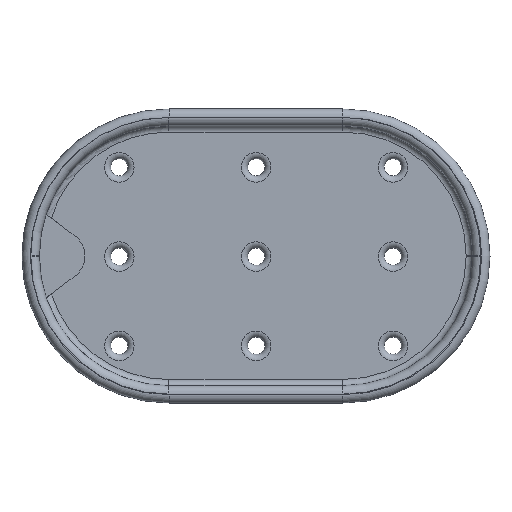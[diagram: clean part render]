
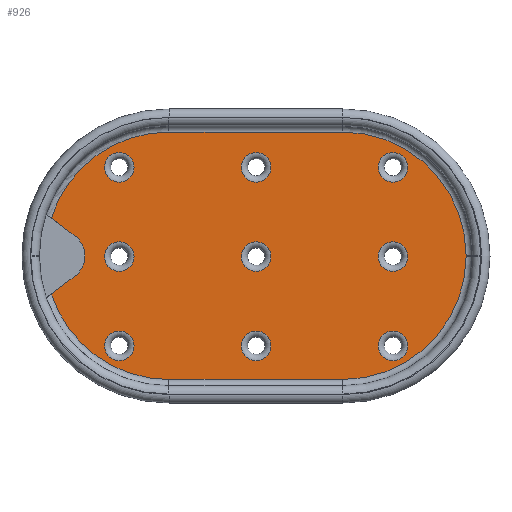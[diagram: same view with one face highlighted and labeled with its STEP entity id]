
A CAD part, front view. The second image highlights one B-rep face of the part: STEP entity #926.
In plain terms, the highlighted planar face has unit normal (0, -1, 0).
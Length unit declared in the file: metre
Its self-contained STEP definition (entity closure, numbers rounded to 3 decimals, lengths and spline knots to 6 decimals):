
#61=LINE('',#1477,#112);
#62=LINE('',#1482,#113);
#63=LINE('',#1486,#114);
#64=LINE('',#1490,#115);
#65=LINE('',#1494,#116);
#112=VECTOR('',#1156,1.);
#113=VECTOR('',#1159,1.);
#114=VECTOR('',#1162,1.);
#115=VECTOR('',#1165,1.);
#116=VECTOR('',#1168,1.);
#163=ORIENTED_EDGE('',*,*,#423,.T.);
#164=ORIENTED_EDGE('',*,*,#424,.T.);
#165=ORIENTED_EDGE('',*,*,#425,.T.);
#166=ORIENTED_EDGE('',*,*,#426,.T.);
#167=ORIENTED_EDGE('',*,*,#427,.T.);
#168=ORIENTED_EDGE('',*,*,#428,.T.);
#169=ORIENTED_EDGE('',*,*,#429,.T.);
#170=ORIENTED_EDGE('',*,*,#430,.T.);
#171=ORIENTED_EDGE('',*,*,#431,.T.);
#172=ORIENTED_EDGE('',*,*,#432,.T.);
#173=ORIENTED_EDGE('',*,*,#433,.T.);
#174=ORIENTED_EDGE('',*,*,#434,.T.);
#175=ORIENTED_EDGE('',*,*,#435,.T.);
#176=ORIENTED_EDGE('',*,*,#436,.T.);
#177=ORIENTED_EDGE('',*,*,#437,.T.);
#178=ORIENTED_EDGE('',*,*,#438,.T.);
#179=ORIENTED_EDGE('',*,*,#439,.T.);
#180=ORIENTED_EDGE('',*,*,#440,.T.);
#181=ORIENTED_EDGE('',*,*,#441,.F.);
#423=EDGE_CURVE('',#553,#553,#642,.F.);
#424=EDGE_CURVE('',#554,#554,#643,.F.);
#425=EDGE_CURVE('',#555,#555,#644,.F.);
#426=EDGE_CURVE('',#556,#556,#645,.F.);
#427=EDGE_CURVE('',#557,#557,#646,.F.);
#428=EDGE_CURVE('',#558,#558,#647,.F.);
#429=EDGE_CURVE('',#559,#559,#648,.F.);
#430=EDGE_CURVE('',#560,#560,#649,.F.);
#431=EDGE_CURVE('',#561,#561,#650,.F.);
#432=EDGE_CURVE('',#562,#563,#61,.T.);
#433=EDGE_CURVE('',#563,#564,#651,.T.);
#434=EDGE_CURVE('',#564,#565,#62,.T.);
#435=EDGE_CURVE('',#565,#566,#652,.T.);
#436=EDGE_CURVE('',#566,#567,#63,.F.);
#437=EDGE_CURVE('',#567,#568,#653,.T.);
#438=EDGE_CURVE('',#568,#569,#64,.F.);
#439=EDGE_CURVE('',#569,#570,#654,.T.);
#440=EDGE_CURVE('',#570,#571,#65,.T.);
#441=EDGE_CURVE('',#562,#571,#655,.T.);
#553=VERTEX_POINT('',#1460);
#554=VERTEX_POINT('',#1462);
#555=VERTEX_POINT('',#1464);
#556=VERTEX_POINT('',#1466);
#557=VERTEX_POINT('',#1468);
#558=VERTEX_POINT('',#1470);
#559=VERTEX_POINT('',#1472);
#560=VERTEX_POINT('',#1474);
#561=VERTEX_POINT('',#1476);
#562=VERTEX_POINT('',#1478);
#563=VERTEX_POINT('',#1479);
#564=VERTEX_POINT('',#1481);
#565=VERTEX_POINT('',#1483);
#566=VERTEX_POINT('',#1485);
#567=VERTEX_POINT('',#1487);
#568=VERTEX_POINT('',#1489);
#569=VERTEX_POINT('',#1491);
#570=VERTEX_POINT('',#1493);
#571=VERTEX_POINT('',#1495);
#642=CIRCLE('',#1000,0.00434);
#643=CIRCLE('',#1001,0.00434);
#644=CIRCLE('',#1002,0.00434);
#645=CIRCLE('',#1003,0.00434);
#646=CIRCLE('',#1004,0.00434);
#647=CIRCLE('',#1005,0.00434);
#648=CIRCLE('',#1006,0.00434);
#649=CIRCLE('',#1007,0.00434);
#650=CIRCLE('',#1008,0.00434);
#651=CIRCLE('',#1009,0.036179);
#652=CIRCLE('',#1010,0.036179);
#653=CIRCLE('',#1011,0.036179);
#654=CIRCLE('',#1012,0.036179);
#655=CIRCLE('',#1013,0.007321);
#717=EDGE_LOOP('',(#163));
#718=EDGE_LOOP('',(#164));
#719=EDGE_LOOP('',(#165));
#720=EDGE_LOOP('',(#166));
#721=EDGE_LOOP('',(#167));
#722=EDGE_LOOP('',(#168));
#723=EDGE_LOOP('',(#169));
#724=EDGE_LOOP('',(#170));
#725=EDGE_LOOP('',(#171));
#726=EDGE_LOOP('',(#172,#173,#174,#175,#176,#177,#178,#179,#180,#181));
#814=FACE_BOUND('',#717,.T.);
#815=FACE_BOUND('',#718,.T.);
#816=FACE_BOUND('',#719,.T.);
#817=FACE_BOUND('',#720,.T.);
#818=FACE_BOUND('',#721,.T.);
#819=FACE_BOUND('',#722,.T.);
#820=FACE_BOUND('',#723,.T.);
#821=FACE_BOUND('',#724,.T.);
#822=FACE_BOUND('',#725,.T.);
#823=FACE_BOUND('',#726,.T.);
#911=PLANE('',#999);
#926=ADVANCED_FACE('',(#814,#815,#816,#817,#818,#819,#820,#821,#822,#823),
#911,.T.);
#999=AXIS2_PLACEMENT_3D('',#1458,#1136,#1137);
#1000=AXIS2_PLACEMENT_3D('',#1459,#1138,#1139);
#1001=AXIS2_PLACEMENT_3D('',#1461,#1140,#1141);
#1002=AXIS2_PLACEMENT_3D('',#1463,#1142,#1143);
#1003=AXIS2_PLACEMENT_3D('',#1465,#1144,#1145);
#1004=AXIS2_PLACEMENT_3D('',#1467,#1146,#1147);
#1005=AXIS2_PLACEMENT_3D('',#1469,#1148,#1149);
#1006=AXIS2_PLACEMENT_3D('',#1471,#1150,#1151);
#1007=AXIS2_PLACEMENT_3D('',#1473,#1152,#1153);
#1008=AXIS2_PLACEMENT_3D('',#1475,#1154,#1155);
#1009=AXIS2_PLACEMENT_3D('',#1480,#1157,#1158);
#1010=AXIS2_PLACEMENT_3D('',#1484,#1160,#1161);
#1011=AXIS2_PLACEMENT_3D('',#1488,#1163,#1164);
#1012=AXIS2_PLACEMENT_3D('',#1492,#1166,#1167);
#1013=AXIS2_PLACEMENT_3D('',#1496,#1169,#1170);
#1136=DIRECTION('',(0.,-1.,0.));
#1137=DIRECTION('',(1.,0.,0.));
#1138=DIRECTION('',(0.,-1.,0.));
#1139=DIRECTION('',(0.,0.,-1.));
#1140=DIRECTION('',(0.,-1.,0.));
#1141=DIRECTION('',(0.,0.,-1.));
#1142=DIRECTION('',(0.,-1.,0.));
#1143=DIRECTION('',(0.,0.,-1.));
#1144=DIRECTION('',(0.,-1.,0.));
#1145=DIRECTION('',(0.,0.,-1.));
#1146=DIRECTION('',(0.,-1.,0.));
#1147=DIRECTION('',(0.,0.,-1.));
#1148=DIRECTION('',(0.,-1.,0.));
#1149=DIRECTION('',(0.,0.,-1.));
#1150=DIRECTION('',(0.,-1.,0.));
#1151=DIRECTION('',(0.,0.,-1.));
#1152=DIRECTION('',(0.,-1.,0.));
#1153=DIRECTION('',(0.,0.,-1.));
#1154=DIRECTION('',(0.,-1.,0.));
#1155=DIRECTION('',(0.,0.,-1.));
#1156=DIRECTION('',(-0.798,0.,-0.603));
#1157=DIRECTION('',(0.,-1.,0.));
#1158=DIRECTION('',(0.,0.,-1.));
#1159=DIRECTION('',(1.,0.,0.));
#1160=DIRECTION('',(0.,-1.,0.));
#1161=DIRECTION('',(0.,0.,-1.));
#1162=DIRECTION('',(0.,0.,-1.));
#1163=DIRECTION('',(0.,-1.,0.));
#1164=DIRECTION('',(0.,0.,-1.));
#1165=DIRECTION('',(1.,0.,0.));
#1166=DIRECTION('',(0.,-1.,0.));
#1167=DIRECTION('',(0.,0.,-1.));
#1168=DIRECTION('',(0.798,0.,-0.603));
#1169=DIRECTION('',(0.,-1.,0.));
#1170=DIRECTION('',(0.,0.,-1.));
#1458=CARTESIAN_POINT('',(0.000152,-0.003302,-0.000373));
#1459=CARTESIAN_POINT('',(0.040132,-0.003302,0.025985));
#1460=CARTESIAN_POINT('',(0.040132,-0.003302,0.021645));
#1461=CARTESIAN_POINT('',(0.040132,-0.003302,-0.026338));
#1462=CARTESIAN_POINT('',(0.040132,-0.003302,-0.030677));
#1463=CARTESIAN_POINT('',(0.040132,-0.003302,-0.000177));
#1464=CARTESIAN_POINT('',(0.040132,-0.003302,-0.004516));
#1465=CARTESIAN_POINT('',(-0.040078,-0.003302,-0.026338));
#1466=CARTESIAN_POINT('',(-0.040078,-0.003302,-0.030677));
#1467=CARTESIAN_POINT('',(0.000027,-0.003302,-0.026338));
#1468=CARTESIAN_POINT('',(0.000027,-0.003302,-0.030677));
#1469=CARTESIAN_POINT('',(0.000027,-0.003302,-0.000177));
#1470=CARTESIAN_POINT('',(0.000027,-0.003302,-0.004516));
#1471=CARTESIAN_POINT('',(0.000027,-0.003302,0.025985));
#1472=CARTESIAN_POINT('',(0.000027,-0.003302,0.021645));
#1473=CARTESIAN_POINT('',(-0.040078,-0.003302,0.025985));
#1474=CARTESIAN_POINT('',(-0.040078,-0.003302,0.021645));
#1475=CARTESIAN_POINT('',(-0.040078,-0.003302,-0.000177));
#1476=CARTESIAN_POINT('',(-0.040078,-0.003302,-0.004516));
#1477=CARTESIAN_POINT('',(-0.057258,-0.003302,-0.009046));
#1478=CARTESIAN_POINT('',(-0.053016,-0.003302,-0.005842));
#1479=CARTESIAN_POINT('',(-0.059987,-0.003302,-0.011107));
#1480=CARTESIAN_POINT('',(-0.02555,-0.003302,-0.000012));
#1481=CARTESIAN_POINT('',(-0.02555,-0.003302,-0.036191));
#1482=CARTESIAN_POINT('',(0.000152,-0.003302,-0.036191));
#1483=CARTESIAN_POINT('',(0.025411,-0.003302,-0.036191));
#1484=CARTESIAN_POINT('',(0.025411,-0.003302,-0.000012));
#1485=CARTESIAN_POINT('',(0.061591,-0.003302,-0.000012));
#1486=CARTESIAN_POINT('',(0.061591,-0.003302,0.00015));
#1487=CARTESIAN_POINT('',(0.061591,-0.003302,0.00015));
#1488=CARTESIAN_POINT('',(0.025411,-0.003302,0.00015));
#1489=CARTESIAN_POINT('',(0.025411,-0.003302,0.036329));
#1490=CARTESIAN_POINT('',(-0.02555,-0.003302,0.036329));
#1491=CARTESIAN_POINT('',(-0.02555,-0.003302,0.036329));
#1492=CARTESIAN_POINT('',(-0.02555,-0.003302,0.00015));
#1493=CARTESIAN_POINT('',(-0.060022,-0.003302,0.011134));
#1494=CARTESIAN_POINT('',(-0.057258,-0.003302,0.009046));
#1495=CARTESIAN_POINT('',(-0.053016,-0.003302,0.005842));
#1496=CARTESIAN_POINT('',(-0.057429,-0.003302,0.));
